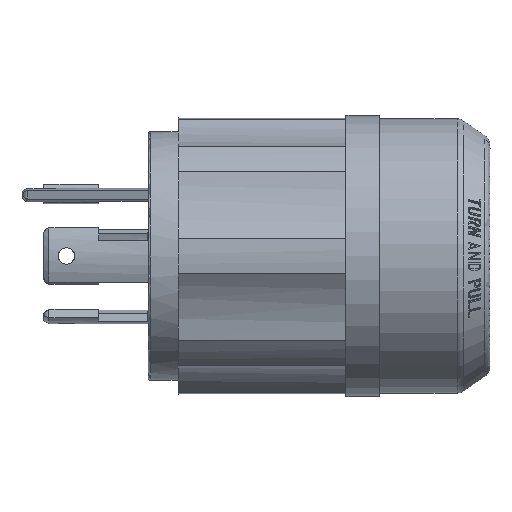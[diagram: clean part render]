
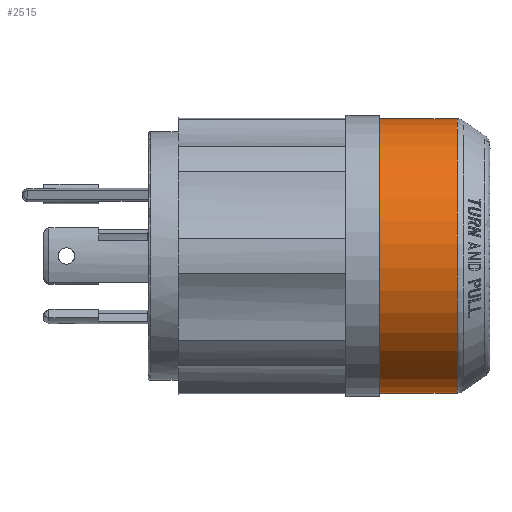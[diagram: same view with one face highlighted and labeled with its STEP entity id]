
A CAD part, front view. The second image highlights one B-rep face of the part: STEP entity #2515.
In plain terms, the highlighted cylindrical face has radius 27.584 mm (diameter 55.169 mm), a partial arc.
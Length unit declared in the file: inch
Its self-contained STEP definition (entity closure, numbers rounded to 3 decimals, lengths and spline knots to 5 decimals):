
#775 = ORIENTED_EDGE ( 'NONE', *, *, #23193, .T. ) ;
#841 = CARTESIAN_POINT ( 'NONE',  ( 3.142, 0.047, 1.08498 ) ) ;
#898 = VERTEX_POINT ( 'NONE', #9343 ) ;
#1005 = DIRECTION ( 'NONE',  ( -1., 0., 0. ) ) ;
#1645 = ORIENTED_EDGE ( 'NONE', *, *, #29090, .T. ) ;
#2515 = ADVANCED_FACE ( 'NONE', ( #21094 ), #35466, .T. ) ;
#4088 = CARTESIAN_POINT ( 'NONE',  ( 3.142, 0., 0. ) ) ;
#5815 = VERTEX_POINT ( 'NONE', #19569 ) ;
#7068 = DIRECTION ( 'NONE',  ( 0., 0., 1. ) ) ;
#9343 = CARTESIAN_POINT ( 'NONE',  ( 3.75768, 0.047, -1.08498 ) ) ;
#11202 = AXIS2_PLACEMENT_3D ( 'NONE', #4088, #26873, #35325 ) ;
#13345 = VERTEX_POINT ( 'NONE', #20052 ) ;
#13534 = VECTOR ( 'NONE', #27322, 39.37008 ) ;
#13963 = LINE ( 'NONE', #841, #26950 ) ;
#15218 = CARTESIAN_POINT ( 'NONE',  ( 3.75768, 0., 0. ) ) ;
#15333 = LINE ( 'NONE', #30742, #13534 ) ;
#16269 = CARTESIAN_POINT ( 'NONE',  ( 3.75768, 0.047, 1.08498 ) ) ;
#17279 = CIRCLE ( 'NONE', #22380, 1.086 ) ;
#18864 = ORIENTED_EDGE ( 'NONE', *, *, #34946, .T. ) ;
#19569 = CARTESIAN_POINT ( 'NONE',  ( 3.142, 0.047, 1.08498 ) ) ;
#20052 = CARTESIAN_POINT ( 'NONE',  ( 3.142, 0.047, -1.08498 ) ) ;
#20870 = AXIS2_PLACEMENT_3D ( 'NONE', #21887, #21637, #33447 ) ;
#21026 = ORIENTED_EDGE ( 'NONE', *, *, #22876, .T. ) ;
#21094 = FACE_OUTER_BOUND ( 'NONE', #26362, .T. ) ;
#21637 = DIRECTION ( 'NONE',  ( 1., 0., 0. ) ) ;
#21887 = CARTESIAN_POINT ( 'NONE',  ( 3.142, 0., 0. ) ) ;
#22261 = CIRCLE ( 'NONE', #20870, 1.086 ) ;
#22380 = AXIS2_PLACEMENT_3D ( 'NONE', #15218, #1005, #7068 ) ;
#22876 = EDGE_CURVE ( 'NONE', #13345, #898, #15333, .T. ) ;
#23193 = EDGE_CURVE ( 'NONE', #33985, #5815, #13963, .T. ) ;
#23400 = DIRECTION ( 'NONE',  ( -1., 0., 0. ) ) ;
#26362 = EDGE_LOOP ( 'NONE', ( #1645, #775, #18864, #21026 ) ) ;
#26873 = DIRECTION ( 'NONE',  ( -1., 0., 0. ) ) ;
#26950 = VECTOR ( 'NONE', #23400, 39.37008 ) ;
#27322 = DIRECTION ( 'NONE',  ( 1., 0., 0. ) ) ;
#29090 = EDGE_CURVE ( 'NONE', #898, #33985, #17279, .T. ) ;
#30742 = CARTESIAN_POINT ( 'NONE',  ( 3.142, 0.047, -1.08498 ) ) ;
#33447 = DIRECTION ( 'NONE',  ( 0., 0., 1. ) ) ;
#33985 = VERTEX_POINT ( 'NONE', #16269 ) ;
#34946 = EDGE_CURVE ( 'NONE', #5815, #13345, #22261, .T. ) ;
#35325 = DIRECTION ( 'NONE',  ( 0., 0., 1. ) ) ;
#35466 = CYLINDRICAL_SURFACE ( 'NONE', #11202, 1.086 ) ;
